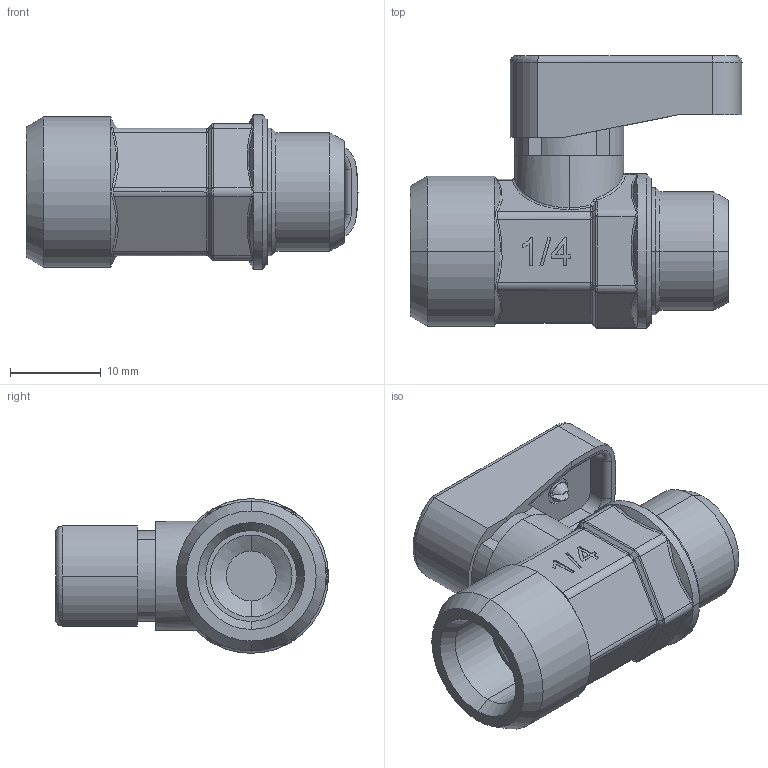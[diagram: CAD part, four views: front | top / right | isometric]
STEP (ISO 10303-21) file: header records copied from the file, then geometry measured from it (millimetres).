
FILE_DESCRIPTION (( 'STEP AP214' ), '1' );
FILE_NAME ('0642000004.step', '2012-10-02T16:31:30', ( '' ), ( '' ), 'SwSTEP 2.0', 'SolidWorks 2012', '' );
FILE_SCHEMA (( 'AUTOMOTIVE_DESIGN' ));
Length unit declared in the file: millimetre
Products named in the file (1): 0642000004
Bounding box: 36.5 x 30 x 17 mm (x, y, z)
Volume: 7450.9 mm3; surface area: 4107.8 mm2
Topology: 8 solids, 17 shells, 637 faces, 1602 edges, 1023 vertices
Faces by surface type: plane 293, bspline 163, cylinder 121, cone 30, torus 28, sphere 2
Entity records: 24701 total; most frequent: CARTESIAN_POINT 10545, ORIENTED_EDGE 3204, DIRECTION 2473, EDGE_CURVE 1602, VERTEX_POINT 1023, VECTOR 843, LINE 843, AXIS2_PLACEMENT_3D 815
